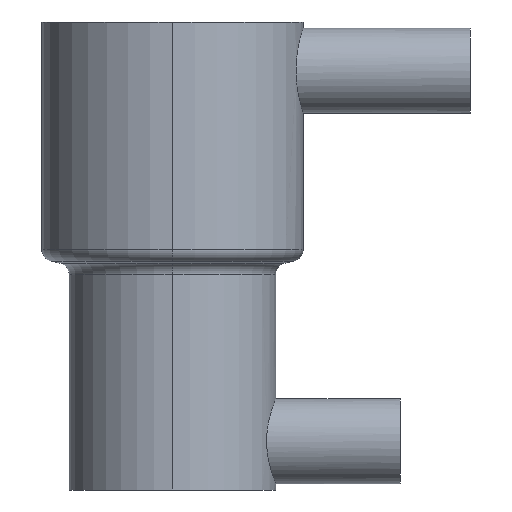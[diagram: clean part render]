
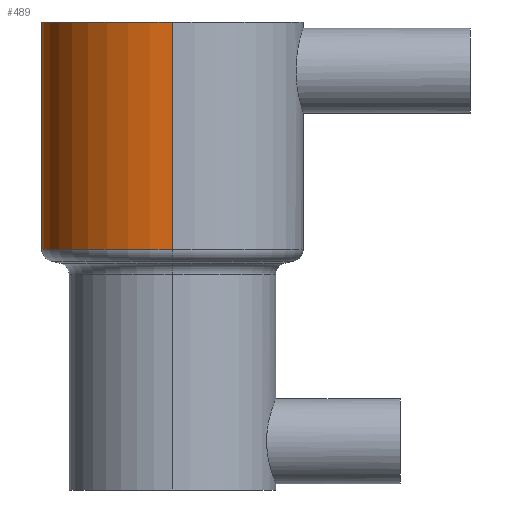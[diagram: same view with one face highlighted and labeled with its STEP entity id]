
A CAD part, left-side view. The second image highlights one B-rep face of the part: STEP entity #489.
In plain terms, the highlighted cylindrical face has radius 21.5 mm (diameter 43 mm), a partial arc.
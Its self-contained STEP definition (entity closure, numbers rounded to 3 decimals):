
#1 = VERTEX_POINT ( 'NONE', #124 ) ;
#38 = DIRECTION ( 'NONE',  ( 0., 0., -1. ) ) ;
#101 = ORIENTED_EDGE ( 'NONE', *, *, #1132, .F. ) ;
#124 = CARTESIAN_POINT ( 'NONE',  ( 21.5, 0., 39.389 ) ) ;
#184 = FACE_OUTER_BOUND ( 'NONE', #1227, .T. ) ;
#196 = CARTESIAN_POINT ( 'NONE',  ( -21.5, 0., -16.533 ) ) ;
#264 = CARTESIAN_POINT ( 'NONE',  ( 21.5, 0., -16.533 ) ) ;
#283 = CARTESIAN_POINT ( 'NONE',  ( -21.5, 0., 39.389 ) ) ;
#306 = EDGE_CURVE ( 'NONE', #416, #1, #1090, .T. ) ;
#338 = CARTESIAN_POINT ( 'NONE',  ( 0., 0., 1.993 ) ) ;
#355 = ORIENTED_EDGE ( 'NONE', *, *, #363, .T. ) ;
#363 = EDGE_CURVE ( 'NONE', #1, #711, #851, .T. ) ;
#410 = AXIS2_PLACEMENT_3D ( 'NONE', #338, #38, #1215 ) ;
#416 = VERTEX_POINT ( 'NONE', #283 ) ;
#431 = VECTOR ( 'NONE', #897, 1000. ) ;
#453 = CIRCLE ( 'NONE', #410, 21.5 ) ;
#462 = DIRECTION ( 'NONE',  ( 0., 0., -1. ) ) ;
#489 = ADVANCED_FACE ( 'NONE', ( #184 ), #846, .T. ) ;
#536 = CARTESIAN_POINT ( 'NONE',  ( 0., 0., 39.389 ) ) ;
#547 = CARTESIAN_POINT ( 'NONE',  ( 21.5, 0., 1.993 ) ) ;
#569 = DIRECTION ( 'NONE',  ( 0., 0., -1. ) ) ;
#596 = LINE ( 'NONE', #196, #431 ) ;
#668 = CARTESIAN_POINT ( 'NONE',  ( -21.5, 0., 1.993 ) ) ;
#711 = VERTEX_POINT ( 'NONE', #547 ) ;
#727 = DIRECTION ( 'NONE',  ( -1., 0., 0. ) ) ;
#740 = EDGE_CURVE ( 'NONE', #416, #1039, #596, .T. ) ;
#784 = ORIENTED_EDGE ( 'NONE', *, *, #306, .T. ) ;
#846 = CYLINDRICAL_SURFACE ( 'NONE', #877, 21.5 ) ;
#851 = LINE ( 'NONE', #264, #1237 ) ;
#859 = CARTESIAN_POINT ( 'NONE',  ( 0., 0., -16.533 ) ) ;
#877 = AXIS2_PLACEMENT_3D ( 'NONE', #859, #569, #970 ) ;
#897 = DIRECTION ( 'NONE',  ( 0., 0., -1. ) ) ;
#970 = DIRECTION ( 'NONE',  ( -1., 0., 0. ) ) ;
#1027 = AXIS2_PLACEMENT_3D ( 'NONE', #536, #1103, #727 ) ;
#1039 = VERTEX_POINT ( 'NONE', #668 ) ;
#1090 = CIRCLE ( 'NONE', #1027, 21.5 ) ;
#1103 = DIRECTION ( 'NONE',  ( 0., 0., -1. ) ) ;
#1132 = EDGE_CURVE ( 'NONE', #1039, #711, #453, .T. ) ;
#1182 = ORIENTED_EDGE ( 'NONE', *, *, #740, .F. ) ;
#1215 = DIRECTION ( 'NONE',  ( -1., 0., 0. ) ) ;
#1227 = EDGE_LOOP ( 'NONE', ( #784, #355, #101, #1182 ) ) ;
#1237 = VECTOR ( 'NONE', #462, 1000. ) ;
